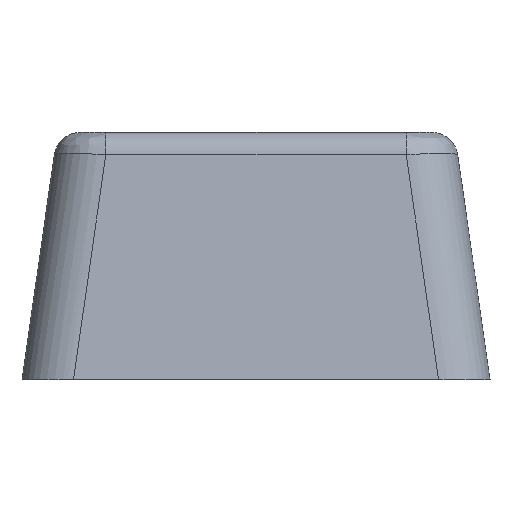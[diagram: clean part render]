
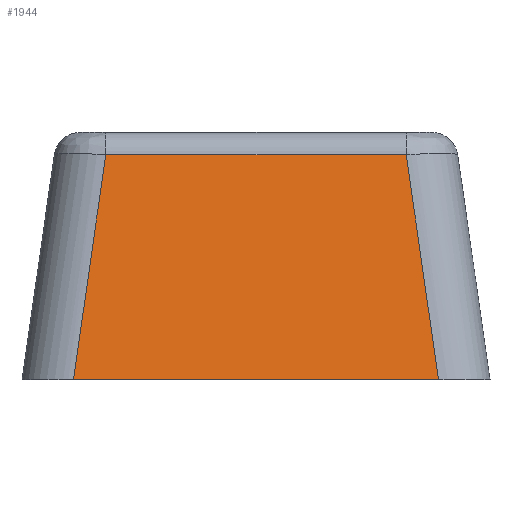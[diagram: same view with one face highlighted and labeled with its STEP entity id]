
A CAD part, left-side view. The second image highlights one B-rep face of the part: STEP entity #1944.
In plain terms, the highlighted planar face has unit normal (-0.99, 0, 0.142).
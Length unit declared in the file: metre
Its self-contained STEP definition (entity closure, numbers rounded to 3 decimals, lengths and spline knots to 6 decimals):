
#213=ORIENTED_EDGE('',*,*,#781,.T.);
#214=ORIENTED_EDGE('',*,*,#795,.T.);
#215=ORIENTED_EDGE('',*,*,#796,.T.);
#216=ORIENTED_EDGE('',*,*,#797,.T.);
#781=EDGE_CURVE('',#1073,#1072,#1235,.T.);
#795=EDGE_CURVE('',#1072,#1086,#1242,.T.);
#796=EDGE_CURVE('',#1086,#1087,#1243,.F.);
#797=EDGE_CURVE('',#1087,#1073,#1244,.F.);
#1072=VERTEX_POINT('',#2868);
#1073=VERTEX_POINT('',#2870);
#1086=VERTEX_POINT('',#2898);
#1087=VERTEX_POINT('',#2900);
#1235=LINE('',#2869,#1450);
#1242=LINE('',#2897,#1457);
#1243=LINE('',#2899,#1458);
#1244=LINE('',#2901,#1459);
#1450=VECTOR('',#2291,1.);
#1457=VECTOR('',#2314,1.);
#1458=VECTOR('',#2315,1.);
#1459=VECTOR('',#2316,1.);
#1633=EDGE_LOOP('',(#213,#214,#215,#216));
#1756=FACE_BOUND('',#1633,.T.);
#1872=PLANE('',#2094);
#1944=ADVANCED_FACE('',(#1756),#1872,.T.);
#2094=AXIS2_PLACEMENT_3D('',#2896,#2312,#2313);
#2291=DIRECTION('',(0.,-1.,0.));
#2312=DIRECTION('',(-0.99,0.,0.142));
#2313=DIRECTION('',(0.142,0.,0.99));
#2314=DIRECTION('',(0.141,0.141,0.98));
#2315=DIRECTION('',(0.,-1.,0.));
#2316=DIRECTION('',(0.141,-0.141,0.98));
#2868=CARTESIAN_POINT('',(0.0195,0.00198,0.));
#2869=CARTESIAN_POINT('',(0.0195,0.009,0.));
#2870=CARTESIAN_POINT('',(0.0195,0.01602,0.));
#2896=CARTESIAN_POINT('',(0.0195,0.,0.));
#2897=CARTESIAN_POINT('',(0.019461,0.00194,-0.000273));
#2898=CARTESIAN_POINT('',(0.020743,0.003223,0.008642));
#2899=CARTESIAN_POINT('',(0.020743,0.,0.008642));
#2900=CARTESIAN_POINT('',(0.020743,0.014777,0.008642));
#2901=CARTESIAN_POINT('',(0.019818,0.015702,0.002213));
